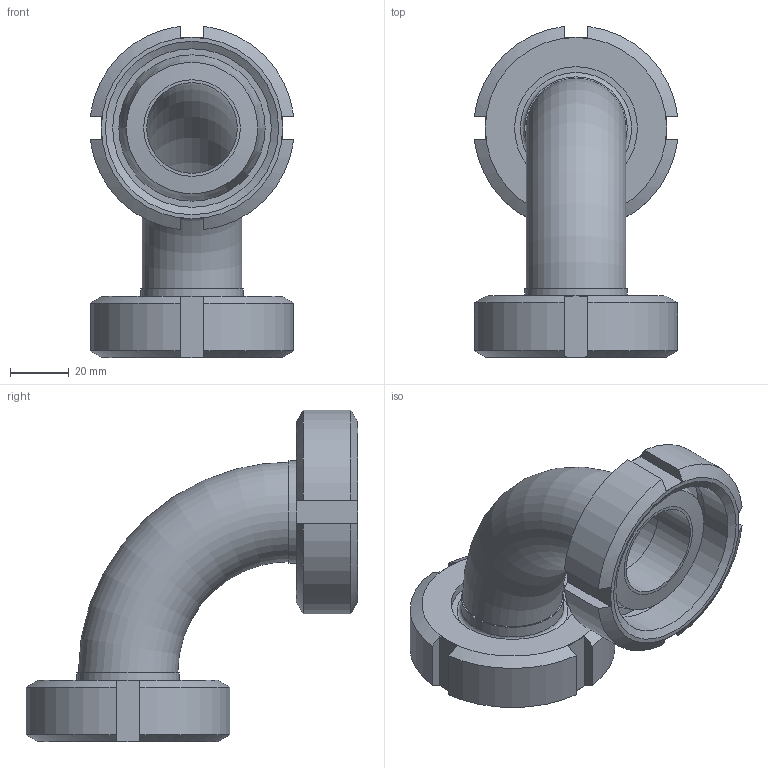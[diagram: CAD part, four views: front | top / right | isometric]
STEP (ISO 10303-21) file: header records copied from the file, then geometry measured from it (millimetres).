
FILE_DESCRIPTION((''),'2;1');
FILE_NAME('36600032X.stp','2010-08-13T12:12:27',('thilbrands'),(''),'Autodesk Inventor 2008','Autodesk Inventor 2008','');
FILE_SCHEMA(('AUTOMOTIVE_DESIGN { 1 0 10303 214 1 1 1 1 }'));
Length unit declared in the file: millimetre
Products named in the file (4): 366000101; 322000101-DN32; 114040101-DN32; 110000106-DN32
Assembly tree (5 placements, depth 2):
  366000101
    322000101-DN32
    114040101-DN32  x2
    110000106-DN32  x2
Bounding box: 69.54 x 113.27 x 113.27 mm (x, y, z)
Volume: 92988.6 mm3; surface area: 55304.6 mm2
Topology: 5 solids, 5 shells, 84 faces, 184 edges, 114 vertices
Faces by surface type: plane 38, cone 24, cylinder 18, torus 2, bspline 2
Full cylindrical faces by diameter (mm): 31 x2, 35 x2, 42 x2, 54.19 x2, 58.4 x2
Entity records: 1278 total; most frequent: CARTESIAN_POINT 303, DIRECTION 190, ORIENTED_EDGE 166, AXIS2_PLACEMENT_3D 87, EDGE_CURVE 83, EDGE_LOOP 64, VERTEX_POINT 59, FACE_OUTER_BOUND 44
